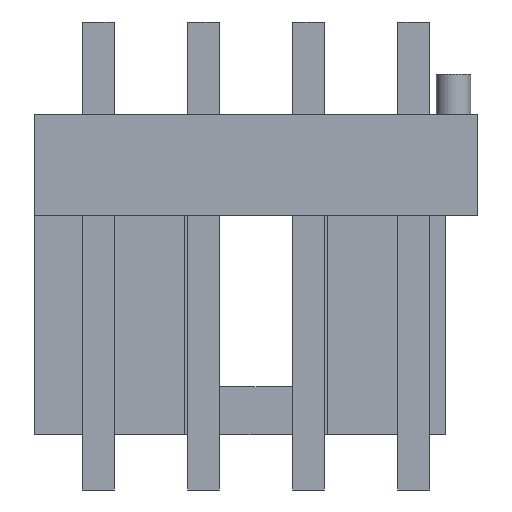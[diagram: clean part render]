
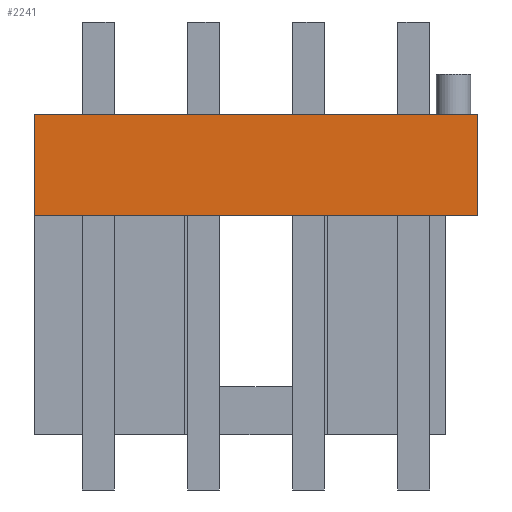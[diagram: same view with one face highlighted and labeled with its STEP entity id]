
A CAD part, front view. The second image highlights one B-rep face of the part: STEP entity #2241.
In plain terms, the highlighted planar face has unit normal (0, -1, 0).
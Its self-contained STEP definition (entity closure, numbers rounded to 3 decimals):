
#299=DIRECTION('',(0.,0.,1.));
#300=VECTOR('',#299,3.82);
#301=CARTESIAN_POINT('',(8.357,-5.799,1.518));
#302=LINE('',#301,#300);
#303=DIRECTION('',(1.,0.,0.));
#304=VECTOR('',#303,16.713);
#305=CARTESIAN_POINT('',(-8.357,-5.799,1.518));
#306=LINE('',#305,#304);
#307=DIRECTION('',(0.,0.,-1.));
#308=VECTOR('',#307,3.82);
#309=CARTESIAN_POINT('',(-8.357,-5.799,5.337));
#310=LINE('',#309,#308);
#311=DIRECTION('',(-1.,0.,0.));
#312=VECTOR('',#311,16.713);
#313=CARTESIAN_POINT('',(8.357,-5.799,5.337));
#314=LINE('',#313,#312);
#1389=CARTESIAN_POINT('',(8.357,-5.799,1.518));
#1391=VERTEX_POINT('',#1389);
#1395=CARTESIAN_POINT('',(8.357,-5.799,5.337));
#1396=VERTEX_POINT('',#1395);
#1419=CARTESIAN_POINT('',(-8.357,-5.799,5.337));
#1420=VERTEX_POINT('',#1419);
#1495=CARTESIAN_POINT('',(-8.357,-5.799,1.518));
#1496=VERTEX_POINT('',#1495);
#2230=CARTESIAN_POINT('',(-8.357,-5.799,1.518));
#2231=DIRECTION('',(0.,-1.,0.));
#2232=DIRECTION('',(1.,0.,0.));
#2233=AXIS2_PLACEMENT_3D('',#2230,#2231,#2232);
#2234=PLANE('',#2233);
#2235=ORIENTED_EDGE('',*,*,#2223,.F.);
#2236=ORIENTED_EDGE('',*,*,#1984,.F.);
#2237=ORIENTED_EDGE('',*,*,#1879,.F.);
#2238=ORIENTED_EDGE('',*,*,#2125,.F.);
#2239=EDGE_LOOP('',(#2235,#2236,#2237,#2238));
#2240=FACE_OUTER_BOUND('',#2239,.F.);
#2241=ADVANCED_FACE('',(#2240),#2234,.T.);
#1879=EDGE_CURVE('',#1420,#1496,#310,.T.);
#1984=EDGE_CURVE('',#1496,#1391,#306,.T.);
#2125=EDGE_CURVE('',#1396,#1420,#314,.T.);
#2223=EDGE_CURVE('',#1391,#1396,#302,.T.);
